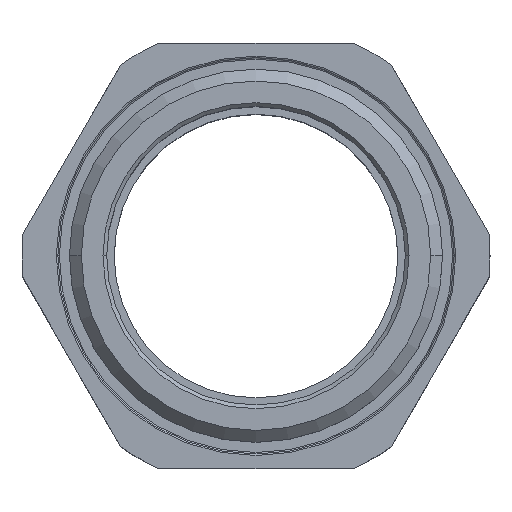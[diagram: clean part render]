
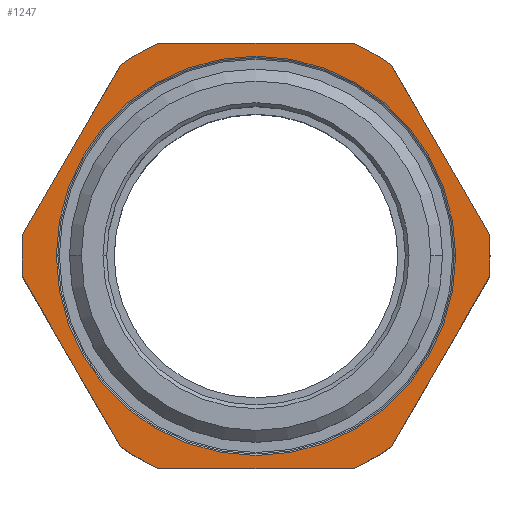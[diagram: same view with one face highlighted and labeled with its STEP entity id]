
A CAD part, top view. The second image highlights one B-rep face of the part: STEP entity #1247.
In plain terms, the highlighted planar face has unit normal (0, 0, 1).
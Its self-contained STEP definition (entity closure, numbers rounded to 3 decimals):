
#59 = VERTEX_POINT ( 'NONE', #1304 ) ;
#90 = ORIENTED_EDGE ( 'NONE', *, *, #2364, .F. ) ;
#94 = EDGE_CURVE ( 'NONE', #1849, #459, #891, .T. ) ;
#103 = VECTOR ( 'NONE', #2099, 1000. ) ;
#144 = DIRECTION ( 'NONE',  ( 0., 0., -1. ) ) ;
#176 = CIRCLE ( 'NONE', #1236, 31.35 ) ;
#179 = DIRECTION ( 'NONE',  ( 0., 0., -1. ) ) ;
#209 = CARTESIAN_POINT ( 'NONE',  ( -16.454, 28.5, 23.7 ) ) ;
#233 = CARTESIAN_POINT ( 'NONE',  ( 0., 0., 23.7 ) ) ;
#235 = CIRCLE ( 'NONE', #879, 31.35 ) ;
#259 = CARTESIAN_POINT ( 'NONE',  ( 18.152, 25.561, 23.7 ) ) ;
#306 = DIRECTION ( 'NONE',  ( -0.5, 0.866, 0. ) ) ;
#347 = DIRECTION ( 'NONE',  ( 1., 0., 0. ) ) ;
#390 = LINE ( 'NONE', #452, #974 ) ;
#391 = CARTESIAN_POINT ( 'NONE',  ( 31.212, 2.939, 23.7 ) ) ;
#393 = CIRCLE ( 'NONE', #1540, 31.35 ) ;
#396 = CARTESIAN_POINT ( 'NONE',  ( -32.909, 0., 23.7 ) ) ;
#407 = CARTESIAN_POINT ( 'NONE',  ( -13.06, -28.5, 23.7 ) ) ;
#415 = DIRECTION ( 'NONE',  ( 1., 0., 0. ) ) ;
#424 = FACE_OUTER_BOUND ( 'NONE', #2174, .T. ) ;
#427 = VERTEX_POINT ( 'NONE', #838 ) ;
#440 = DIRECTION ( 'NONE',  ( 1., 0., 0. ) ) ;
#452 = CARTESIAN_POINT ( 'NONE',  ( -16.454, -28.5, 23.7 ) ) ;
#459 = VERTEX_POINT ( 'NONE', #259 ) ;
#474 = VECTOR ( 'NONE', #993, 1000. ) ;
#520 = CARTESIAN_POINT ( 'NONE',  ( 0., 0., 23.7 ) ) ;
#529 = EDGE_CURVE ( 'NONE', #1118, #59, #1404, .T. ) ;
#555 = ORIENTED_EDGE ( 'NONE', *, *, #620, .F. ) ;
#566 = AXIS2_PLACEMENT_3D ( 'NONE', #1950, #1166, #347 ) ;
#575 = ORIENTED_EDGE ( 'NONE', *, *, #1210, .T. ) ;
#582 = EDGE_CURVE ( 'NONE', #835, #704, #1068, .T. ) ;
#587 = CARTESIAN_POINT ( 'NONE',  ( -31.212, -2.939, 23.7 ) ) ;
#599 = CIRCLE ( 'NONE', #1290, 26.75 ) ;
#603 = FACE_BOUND ( 'NONE', #1832, .T. ) ;
#620 = EDGE_CURVE ( 'NONE', #835, #427, #2192, .T. ) ;
#635 = CIRCLE ( 'NONE', #1772, 31.35 ) ;
#666 = VECTOR ( 'NONE', #306, 1000. ) ;
#704 = VERTEX_POINT ( 'NONE', #2360 ) ;
#710 = EDGE_CURVE ( 'NONE', #1849, #704, #176, .T. ) ;
#714 = CARTESIAN_POINT ( 'NONE',  ( 0., 0., 23.7 ) ) ;
#752 = CIRCLE ( 'NONE', #1844, 31.35 ) ;
#802 = PLANE ( 'NONE',  #2494 ) ;
#809 = DIRECTION ( 'NONE',  ( -0.5, -0.866, 0. ) ) ;
#811 = VERTEX_POINT ( 'NONE', #2193 ) ;
#835 = VERTEX_POINT ( 'NONE', #1390 ) ;
#838 = CARTESIAN_POINT ( 'NONE',  ( 13.06, -28.5, 23.7 ) ) ;
#879 = AXIS2_PLACEMENT_3D ( 'NONE', #1381, #179, #2009 ) ;
#891 = LINE ( 'NONE', #1324, #666 ) ;
#893 = CARTESIAN_POINT ( 'NONE',  ( 16.454, -28.5, 23.7 ) ) ;
#957 = VERTEX_POINT ( 'NONE', #1295 ) ;
#969 = CARTESIAN_POINT ( 'NONE',  ( -18.152, 25.561, 23.7 ) ) ;
#974 = VECTOR ( 'NONE', #2321, 1000. ) ;
#986 = CARTESIAN_POINT ( 'NONE',  ( -31.35, 0., 23.7 ) ) ;
#988 = ORIENTED_EDGE ( 'NONE', *, *, #529, .T. ) ;
#993 = DIRECTION ( 'NONE',  ( 0.5, -0.866, 0. ) ) ;
#1000 = EDGE_CURVE ( 'NONE', #2512, #59, #393, .T. ) ;
#1008 = LINE ( 'NONE', #209, #1458 ) ;
#1037 = DIRECTION ( 'NONE',  ( 0., 0., -1. ) ) ;
#1043 = LINE ( 'NONE', #396, #474 ) ;
#1068 = LINE ( 'NONE', #893, #103 ) ;
#1073 = VERTEX_POINT ( 'NONE', #2158 ) ;
#1118 = VERTEX_POINT ( 'NONE', #2625 ) ;
#1166 = DIRECTION ( 'NONE',  ( 0., 0., -1. ) ) ;
#1172 = VECTOR ( 'NONE', #2493, 1000. ) ;
#1210 = EDGE_CURVE ( 'NONE', #2422, #811, #1043, .T. ) ;
#1214 = DIRECTION ( 'NONE',  ( 0., 0., -1. ) ) ;
#1236 = AXIS2_PLACEMENT_3D ( 'NONE', #714, #1531, #2142 ) ;
#1247 = ADVANCED_FACE ( 'NONE', ( #603, #424 ), #802, .T. ) ;
#1264 = ORIENTED_EDGE ( 'NONE', *, *, #1619, .T. ) ;
#1279 = ORIENTED_EDGE ( 'NONE', *, *, #1309, .F. ) ;
#1289 = DIRECTION ( 'NONE',  ( 0., 0., -1. ) ) ;
#1290 = AXIS2_PLACEMENT_3D ( 'NONE', #2333, #144, #1342 ) ;
#1295 = CARTESIAN_POINT ( 'NONE',  ( -31.212, 2.939, 23.7 ) ) ;
#1304 = CARTESIAN_POINT ( 'NONE',  ( -13.06, 28.5, 23.7 ) ) ;
#1309 = EDGE_CURVE ( 'NONE', #1905, #957, #1742, .T. ) ;
#1324 = CARTESIAN_POINT ( 'NONE',  ( 32.909, 0., 23.7 ) ) ;
#1339 = ORIENTED_EDGE ( 'NONE', *, *, #2596, .T. ) ;
#1342 = DIRECTION ( 'NONE',  ( 1., 0., 0. ) ) ;
#1353 = EDGE_CURVE ( 'NONE', #2422, #1905, #635, .T. ) ;
#1381 = CARTESIAN_POINT ( 'NONE',  ( 0., 0., 23.7 ) ) ;
#1390 = CARTESIAN_POINT ( 'NONE',  ( 18.152, -25.561, 23.7 ) ) ;
#1404 = LINE ( 'NONE', #2501, #1172 ) ;
#1417 = CARTESIAN_POINT ( 'NONE',  ( 0., 0., 23.7 ) ) ;
#1458 = VECTOR ( 'NONE', #809, 1000. ) ;
#1482 = CARTESIAN_POINT ( 'NONE',  ( -26.75, 0., 23.7 ) ) ;
#1497 = DIRECTION ( 'NONE',  ( 0., 0., -1. ) ) ;
#1525 = VERTEX_POINT ( 'NONE', #1482 ) ;
#1531 = DIRECTION ( 'NONE',  ( 0., 0., -1. ) ) ;
#1540 = AXIS2_PLACEMENT_3D ( 'NONE', #2566, #1214, #1769 ) ;
#1619 = EDGE_CURVE ( 'NONE', #2420, #427, #390, .T. ) ;
#1687 = CIRCLE ( 'NONE', #566, 26.75 ) ;
#1697 = DIRECTION ( 'NONE',  ( 1., 0., 0. ) ) ;
#1742 = CIRCLE ( 'NONE', #2444, 31.35 ) ;
#1769 = DIRECTION ( 'NONE',  ( 1., 0., 0. ) ) ;
#1772 = AXIS2_PLACEMENT_3D ( 'NONE', #520, #1497, #2316 ) ;
#1791 = DIRECTION ( 'NONE',  ( 0., 0., -1. ) ) ;
#1832 = EDGE_LOOP ( 'NONE', ( #1339, #2454 ) ) ;
#1844 = AXIS2_PLACEMENT_3D ( 'NONE', #2021, #1791, #415 ) ;
#1849 = VERTEX_POINT ( 'NONE', #391 ) ;
#1896 = EDGE_CURVE ( 'NONE', #2512, #957, #1008, .T. ) ;
#1905 = VERTEX_POINT ( 'NONE', #986 ) ;
#1949 = ORIENTED_EDGE ( 'NONE', *, *, #1896, .T. ) ;
#1950 = CARTESIAN_POINT ( 'NONE',  ( 0., 0., 23.7 ) ) ;
#1984 = ORIENTED_EDGE ( 'NONE', *, *, #1000, .F. ) ;
#2009 = DIRECTION ( 'NONE',  ( 1., 0., 0. ) ) ;
#2021 = CARTESIAN_POINT ( 'NONE',  ( 0., 0., 23.7 ) ) ;
#2039 = DIRECTION ( 'NONE',  ( 1., 0., 0. ) ) ;
#2045 = ORIENTED_EDGE ( 'NONE', *, *, #582, .T. ) ;
#2099 = DIRECTION ( 'NONE',  ( 0.5, 0.866, 0. ) ) ;
#2117 = EDGE_CURVE ( 'NONE', #1525, #1073, #599, .T. ) ;
#2142 = DIRECTION ( 'NONE',  ( 1., 0., 0. ) ) ;
#2158 = CARTESIAN_POINT ( 'NONE',  ( 26.75, 0., 23.7 ) ) ;
#2174 = EDGE_LOOP ( 'NONE', ( #1264, #555, #2045, #2489, #2242, #2199, #988, #1984, #1949, #1279, #2586, #575, #90 ) ) ;
#2192 = CIRCLE ( 'NONE', #2300, 31.35 ) ;
#2193 = CARTESIAN_POINT ( 'NONE',  ( -18.152, -25.561, 23.7 ) ) ;
#2199 = ORIENTED_EDGE ( 'NONE', *, *, #2400, .F. ) ;
#2219 = DIRECTION ( 'NONE',  ( 0., 0., 1. ) ) ;
#2242 = ORIENTED_EDGE ( 'NONE', *, *, #94, .T. ) ;
#2300 = AXIS2_PLACEMENT_3D ( 'NONE', #2303, #1289, #1697 ) ;
#2303 = CARTESIAN_POINT ( 'NONE',  ( 0., 0., 23.7 ) ) ;
#2316 = DIRECTION ( 'NONE',  ( 1., 0., 0. ) ) ;
#2321 = DIRECTION ( 'NONE',  ( 1., 0., 0. ) ) ;
#2333 = CARTESIAN_POINT ( 'NONE',  ( 0., 0., 23.7 ) ) ;
#2360 = CARTESIAN_POINT ( 'NONE',  ( 31.212, -2.939, 23.7 ) ) ;
#2364 = EDGE_CURVE ( 'NONE', #2420, #811, #235, .T. ) ;
#2400 = EDGE_CURVE ( 'NONE', #1118, #459, #752, .T. ) ;
#2420 = VERTEX_POINT ( 'NONE', #407 ) ;
#2422 = VERTEX_POINT ( 'NONE', #587 ) ;
#2444 = AXIS2_PLACEMENT_3D ( 'NONE', #233, #1037, #440 ) ;
#2454 = ORIENTED_EDGE ( 'NONE', *, *, #2117, .T. ) ;
#2489 = ORIENTED_EDGE ( 'NONE', *, *, #710, .F. ) ;
#2493 = DIRECTION ( 'NONE',  ( -1., 0., 0. ) ) ;
#2494 = AXIS2_PLACEMENT_3D ( 'NONE', #1417, #2219, #2039 ) ;
#2501 = CARTESIAN_POINT ( 'NONE',  ( 16.454, 28.5, 23.7 ) ) ;
#2512 = VERTEX_POINT ( 'NONE', #969 ) ;
#2566 = CARTESIAN_POINT ( 'NONE',  ( 0., 0., 23.7 ) ) ;
#2586 = ORIENTED_EDGE ( 'NONE', *, *, #1353, .F. ) ;
#2596 = EDGE_CURVE ( 'NONE', #1073, #1525, #1687, .T. ) ;
#2625 = CARTESIAN_POINT ( 'NONE',  ( 13.06, 28.5, 23.7 ) ) ;
